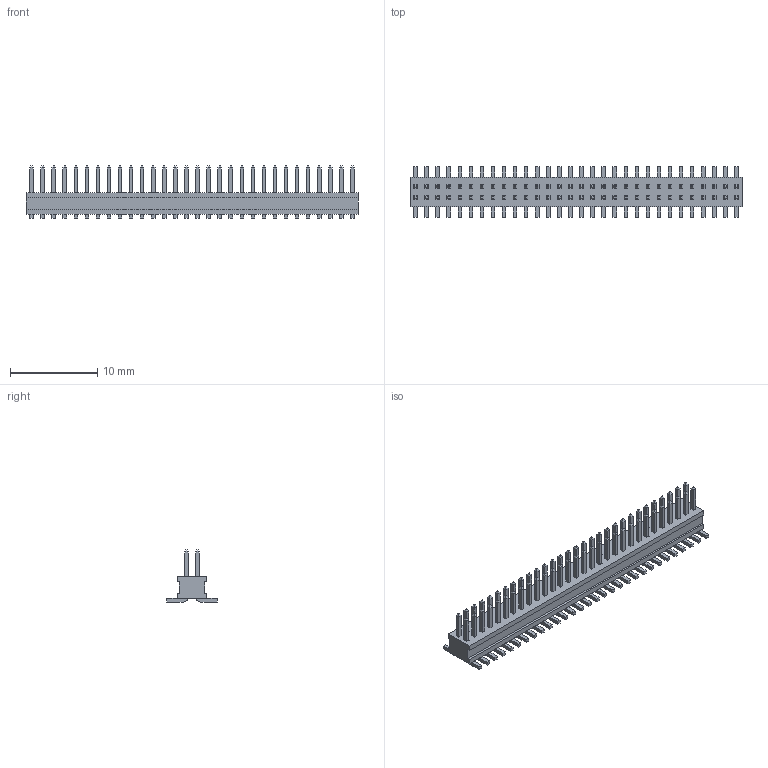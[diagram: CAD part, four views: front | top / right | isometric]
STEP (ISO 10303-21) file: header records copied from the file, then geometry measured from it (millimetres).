
FILE_DESCRIPTION(('FreeCAD Model'),'2;1');
FILE_NAME('Open CASCADE Shape Model','2025-01-12T21:36:53',(''),(''), 'Open CASCADE STEP processor 7.8','FreeCAD','Unknown');
FILE_SCHEMA(('AUTOMOTIVE_DESIGN { 1 0 10303 214 1 1 1 1 }'));
Length unit declared in the file: millimetre
Products named in the file (4): FTSH-130-01-L-DV; FTSH-130-01-L-DV_body; FTSH-130-01-L-DV_pins1; FTSH-130-01-L-DV_pins2
Assembly tree (3 placements, depth 2):
  FTSH-130-01-L-DV
    FTSH-130-01-L-DV_body
    FTSH-130-01-L-DV_pins1
    FTSH-130-01-L-DV_pins2
Bounding box: 38.1 x 5.84 x 5.97 mm (x, y, z)
Volume: 436 mm3; surface area: 1682.8 mm2
Topology: 3 solids, 3 shells, 1216 faces, 3390 edges, 2180 vertices
Faces by surface type: plane 1156, cylinder 60
Entity records: 38287 total; most frequent: CARTESIAN_POINT 6790, ORIENTED_EDGE 6780, DIRECTION 5950, EDGE_CURVE 3390, LINE 3270, VECTOR 3270, VERTEX_POINT 2180, AXIS2_PLACEMENT_3D 1340
